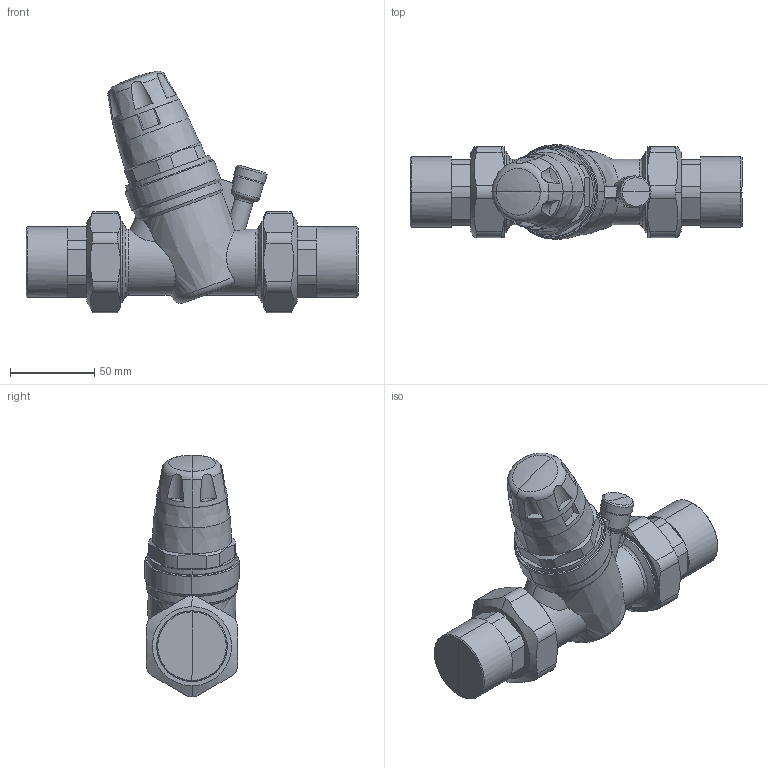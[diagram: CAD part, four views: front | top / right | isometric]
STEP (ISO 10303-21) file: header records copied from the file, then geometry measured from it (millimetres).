
FILE_DESCRIPTION(/* description */ (''),/* implementation_level */ '2;1');
FILE_NAME(/* name */ '535074 (STP).stp',/* time_stamp */ '2017-02-23T11:52:18+01:00',/* author */ ('UFFTEC'),/* organization */ (''),/* preprocessor_version */ 'ST-DEVELOPER v15.2',/* originating_system */ 'Autodesk Inventor 2014',/* authorisation */ '');
FILE_SCHEMA (('AUTOMOTIVE_DESIGN { 1 0 10303 214 3 1 1 }'));
Length unit declared in the file: millimetre
Products named in the file (6): Parte3; Parte5; Parte7; Parte9; Parte11; Assieme1
Bounding box: 197 x 56 x 143.49 mm (x, y, z)
Volume: 497541.2 mm3; surface area: 62008.4 mm2
Topology: 5 solids, 5 shells, 206 faces, 515 edges, 322 vertices
Faces by surface type: plane 90, cylinder 64, cone 30, torus 12, bspline 10
Entity records: 7173 total; most frequent: CARTESIAN_POINT 2516, ORIENTED_EDGE 1026, DIRECTION 869, EDGE_CURVE 513, AXIS2_PLACEMENT_3D 341, VERTEX_POINT 322, EDGE_LOOP 211, FACE_OUTER_BOUND 206
